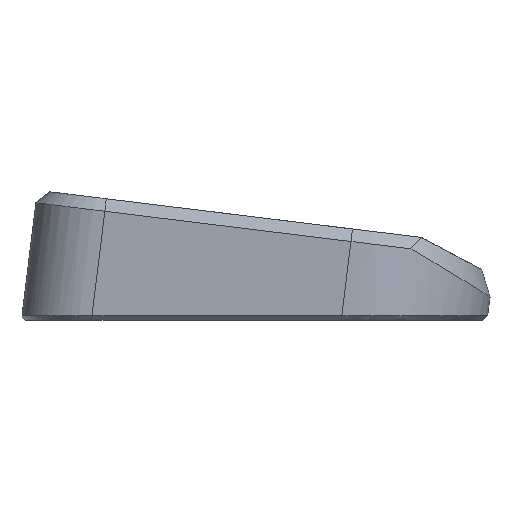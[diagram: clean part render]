
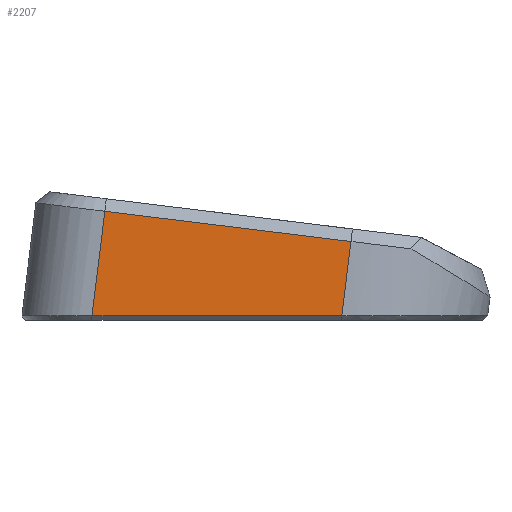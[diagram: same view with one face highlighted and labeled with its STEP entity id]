
A CAD part, left-side view. The second image highlights one B-rep face of the part: STEP entity #2207.
In plain terms, the highlighted planar face has unit normal (-1, 0, 0).
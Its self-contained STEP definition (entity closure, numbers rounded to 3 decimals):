
#41=B_SPLINE_CURVE_WITH_KNOTS('',3,(#3885,#3886,#3887,#3888),
 .UNSPECIFIED.,.F.,.F.,(4,4),(-1.574,-1.571),
 .UNSPECIFIED.);
#297=FACE_OUTER_BOUND('',#424,.T.);
#424=EDGE_LOOP('',(#1854,#1855,#1856,#1857,#1858));
#591=LINE('',#3565,#796);
#605=LINE('',#3671,#810);
#616=LINE('',#3788,#821);
#626=LINE('',#3975,#831);
#796=VECTOR('',#2868,10.);
#810=VECTOR('',#2912,10.);
#821=VECTOR('',#2929,10.);
#831=VECTOR('',#2945,10.);
#1011=VERTEX_POINT('',#3485);
#1019=VERTEX_POINT('',#3563);
#1034=VERTEX_POINT('',#3670);
#1043=VERTEX_POINT('',#3781);
#1046=VERTEX_POINT('',#3786);
#1285=EDGE_CURVE('',#1019,#1011,#591,.T.);
#1310=EDGE_CURVE('',#1034,#1011,#605,.T.);
#1326=EDGE_CURVE('',#1046,#1043,#616,.T.);
#1334=EDGE_CURVE('',#1034,#1046,#41,.T.);
#1346=EDGE_CURVE('',#1043,#1019,#626,.T.);
#1854=ORIENTED_EDGE('',*,*,#1285,.F.);
#1855=ORIENTED_EDGE('',*,*,#1346,.F.);
#1856=ORIENTED_EDGE('',*,*,#1326,.F.);
#1857=ORIENTED_EDGE('',*,*,#1334,.F.);
#1858=ORIENTED_EDGE('',*,*,#1310,.T.);
#2099=PLANE('',#2407);
#2207=ADVANCED_FACE('',(#297),#2099,.T.);
#2407=AXIS2_PLACEMENT_3D('',#3974,#2943,#2944);
#2868=DIRECTION('',(0.,-0.993,-0.122));
#2912=DIRECTION('',(0.,-0.122,0.993));
#2929=DIRECTION('',(0.,1.,0.));
#2943=DIRECTION('center_axis',(-1.,0.,0.));
#2944=DIRECTION('ref_axis',(0.,-0.993,-0.122));
#2945=DIRECTION('',(0.,-0.122,0.993));
#3485=CARTESIAN_POINT('',(-13.05,-12.336,3.645));
#3563=CARTESIAN_POINT('',(-13.05,46.366,10.853));
#3565=CARTESIAN_POINT('',(-13.05,35.454,9.513));
#3670=CARTESIAN_POINT('',(-13.05,-10.155,-14.123));
#3671=CARTESIAN_POINT('',(-13.05,-12.702,6.622));
#3781=CARTESIAN_POINT('',(-13.05,49.433,-14.123));
#3786=CARTESIAN_POINT('',(-13.05,-10.032,-14.123));
#3788=CARTESIAN_POINT('',(-13.05,36.667,-14.123));
#3885=CARTESIAN_POINT('Ctrl Pts',(-13.05,-10.155,-14.123));
#3886=CARTESIAN_POINT('Ctrl Pts',(-13.05,-10.114,-14.123));
#3887=CARTESIAN_POINT('Ctrl Pts',(-13.05,-10.073,-14.123));
#3888=CARTESIAN_POINT('Ctrl Pts',(-13.05,-10.032,-14.123));
#3974=CARTESIAN_POINT('Origin',(-13.05,64.347,0.366));
#3975=CARTESIAN_POINT('',(-13.05,46.,13.83));
